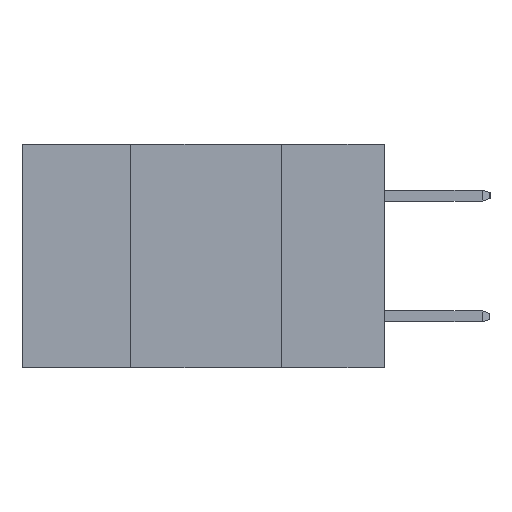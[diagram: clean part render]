
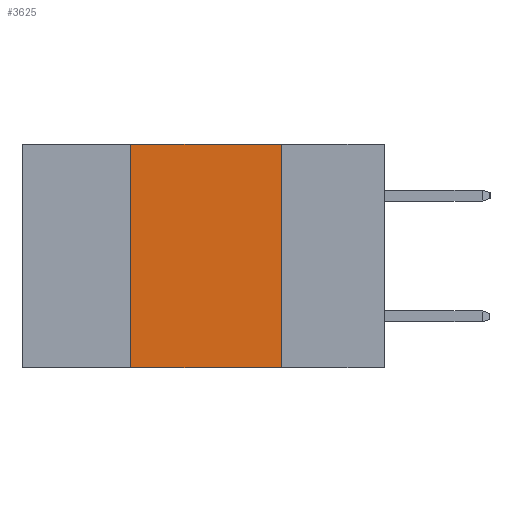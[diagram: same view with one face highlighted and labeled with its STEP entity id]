
A CAD part, left-side view. The second image highlights one B-rep face of the part: STEP entity #3625.
In plain terms, the highlighted planar face has unit normal (-1, 0, 0).
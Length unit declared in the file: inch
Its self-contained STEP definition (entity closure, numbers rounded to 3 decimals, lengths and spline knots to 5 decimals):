
#307 = AXIS2_PLACEMENT_3D ( 'NONE', #9768, #10942, #10927 ) ;
#388 = CARTESIAN_POINT ( 'NONE',  ( 0., 0.6, 0. ) ) ;
#1861 = CARTESIAN_POINT ( 'NONE',  ( 0., 0.17, 0. ) ) ;
#2235 = FACE_OUTER_BOUND ( 'NONE', #8999, .T. ) ;
#2274 = LINE ( 'NONE', #10731, #7664 ) ;
#2285 = VECTOR ( 'NONE', #8580, 39.37008 ) ;
#2572 = DIRECTION ( 'NONE',  ( 0., 0., 1. ) ) ;
#2579 = PLANE ( 'NONE',  #307 ) ;
#2664 = EDGE_CURVE ( 'NONE', #7840, #4877, #12608, .T. ) ;
#3284 = LINE ( 'NONE', #388, #8561 ) ;
#3625 = ADVANCED_FACE ( 'NONE', ( #2235 ), #2579, .F. ) ;
#3850 = CARTESIAN_POINT ( 'NONE',  ( 0., 0.42, -0.37 ) ) ;
#3920 = CARTESIAN_POINT ( 'NONE',  ( 0., 0.42, 0. ) ) ;
#4877 = VERTEX_POINT ( 'NONE', #9862 ) ;
#5527 = CARTESIAN_POINT ( 'NONE',  ( 0., 0.17, -0.37 ) ) ;
#5903 = DIRECTION ( 'NONE',  ( 0., -1., 0. ) ) ;
#6525 = DIRECTION ( 'NONE',  ( 0., -1., 0. ) ) ;
#6563 = ORIENTED_EDGE ( 'NONE', *, *, #7384, .F. ) ;
#7384 = EDGE_CURVE ( 'NONE', #10216, #9495, #7991, .T. ) ;
#7451 = ORIENTED_EDGE ( 'NONE', *, *, #2664, .F. ) ;
#7664 = VECTOR ( 'NONE', #5903, 39.37008 ) ;
#7840 = VERTEX_POINT ( 'NONE', #3850 ) ;
#7991 = LINE ( 'NONE', #1861, #2285 ) ;
#8124 = ORIENTED_EDGE ( 'NONE', *, *, #8196, .F. ) ;
#8196 = EDGE_CURVE ( 'NONE', #4877, #10216, #3284, .T. ) ;
#8561 = VECTOR ( 'NONE', #6525, 39.37008 ) ;
#8580 = DIRECTION ( 'NONE',  ( 0., 0., -1. ) ) ;
#8999 = EDGE_LOOP ( 'NONE', ( #6563, #8124, #7451, #9547 ) ) ;
#9495 = VERTEX_POINT ( 'NONE', #5527 ) ;
#9547 = ORIENTED_EDGE ( 'NONE', *, *, #12278, .T. ) ;
#9768 = CARTESIAN_POINT ( 'NONE',  ( 0., 0.6, 0. ) ) ;
#9862 = CARTESIAN_POINT ( 'NONE',  ( 0., 0.42, 0. ) ) ;
#9929 = VECTOR ( 'NONE', #2572, 39.37008 ) ;
#10216 = VERTEX_POINT ( 'NONE', #12231 ) ;
#10731 = CARTESIAN_POINT ( 'NONE',  ( 0., 0.6, -0.37 ) ) ;
#10927 = DIRECTION ( 'NONE',  ( 0., 0., -1. ) ) ;
#10942 = DIRECTION ( 'NONE',  ( 1., 0., 0. ) ) ;
#12231 = CARTESIAN_POINT ( 'NONE',  ( 0., 0.17, 0. ) ) ;
#12278 = EDGE_CURVE ( 'NONE', #7840, #9495, #2274, .T. ) ;
#12608 = LINE ( 'NONE', #3920, #9929 ) ;
